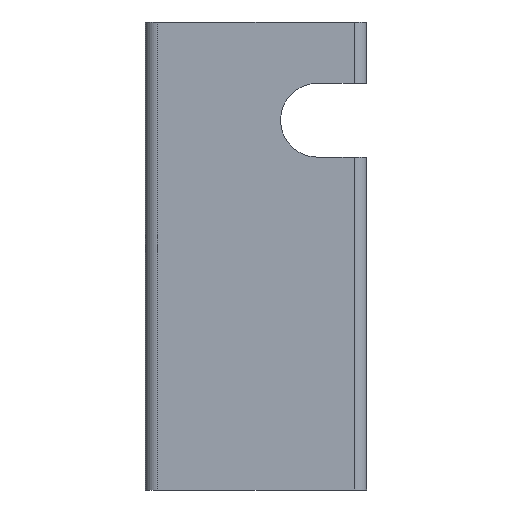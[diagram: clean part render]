
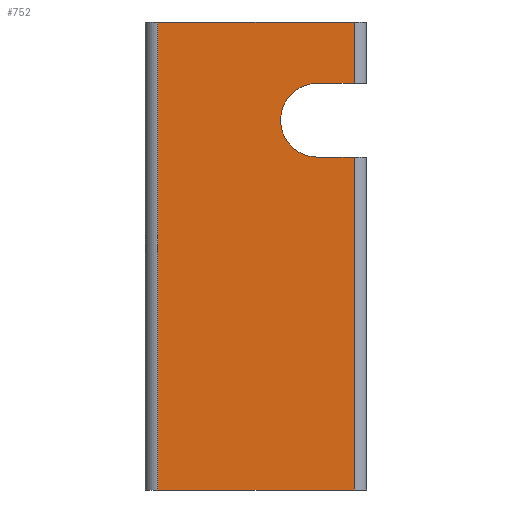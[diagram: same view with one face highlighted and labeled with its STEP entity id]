
A CAD part, left-side view. The second image highlights one B-rep face of the part: STEP entity #752.
In plain terms, the highlighted planar face has unit normal (-1, 0, 0).
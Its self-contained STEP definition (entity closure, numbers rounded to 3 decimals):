
#53=FACE_OUTER_BOUND('',#91,.T.);
#91=EDGE_LOOP('',(#590,#591,#592,#593,#594,#595,#596,#597));
#104=LINE('',#1070,#180);
#113=LINE('',#1094,#189);
#140=LINE('',#1169,#216);
#143=LINE('',#1178,#219);
#161=LINE('',#1219,#237);
#165=LINE('',#1234,#241);
#166=LINE('',#1235,#242);
#180=VECTOR('',#860,10.);
#189=VECTOR('',#877,10.);
#216=VECTOR('',#948,10.);
#219=VECTOR('',#957,10.);
#237=VECTOR('',#999,10.);
#241=VECTOR('',#1013,10.);
#242=VECTOR('',#1014,10.);
#263=CIRCLE('',#799,0.3);
#284=VERTEX_POINT('',#1066);
#286=VERTEX_POINT('',#1069);
#292=VERTEX_POINT('',#1082);
#297=VERTEX_POINT('',#1092);
#323=VERTEX_POINT('',#1168);
#326=VERTEX_POINT('',#1176);
#337=VERTEX_POINT('',#1218);
#343=VERTEX_POINT('',#1233);
#353=EDGE_CURVE('',#286,#284,#104,.T.);
#365=EDGE_CURVE('',#292,#297,#113,.T.);
#374=EDGE_CURVE('',#297,#286,#263,.T.);
#402=EDGE_CURVE('',#292,#323,#140,.T.);
#407=EDGE_CURVE('',#326,#284,#143,.T.);
#427=EDGE_CURVE('',#323,#337,#161,.T.);
#435=EDGE_CURVE('',#343,#326,#165,.T.);
#436=EDGE_CURVE('',#337,#343,#166,.T.);
#590=ORIENTED_EDGE('',*,*,#353,.T.);
#591=ORIENTED_EDGE('',*,*,#407,.F.);
#592=ORIENTED_EDGE('',*,*,#435,.F.);
#593=ORIENTED_EDGE('',*,*,#436,.F.);
#594=ORIENTED_EDGE('',*,*,#427,.F.);
#595=ORIENTED_EDGE('',*,*,#402,.F.);
#596=ORIENTED_EDGE('',*,*,#365,.T.);
#597=ORIENTED_EDGE('',*,*,#374,.T.);
#681=PLANE('',#835);
#752=ADVANCED_FACE('',(#53),#681,.T.);
#799=AXIS2_PLACEMENT_3D('',#1112,#893,#894);
#835=AXIS2_PLACEMENT_3D('',#1232,#1011,#1012);
#860=DIRECTION('',(0.,-1.,0.));
#877=DIRECTION('',(0.,1.,0.));
#893=DIRECTION('center_axis',(1.,0.,0.));
#894=DIRECTION('ref_axis',(0.,0.,-1.));
#948=DIRECTION('',(0.,0.,-1.));
#957=DIRECTION('',(0.,0.,-1.));
#999=DIRECTION('',(0.,1.,0.));
#1011=DIRECTION('center_axis',(-1.,0.,0.));
#1012=DIRECTION('ref_axis',(0.,1.,0.));
#1013=DIRECTION('',(0.,-1.,0.));
#1014=DIRECTION('',(0.,0.,1.));
#1066=CARTESIAN_POINT('',(0.,0.1,-0.5));
#1069=CARTESIAN_POINT('',(0.,0.4,-0.5));
#1070=CARTESIAN_POINT('',(0.,0.,-0.5));
#1082=CARTESIAN_POINT('',(0.,0.1,-1.1));
#1092=CARTESIAN_POINT('',(0.,0.4,-1.1));
#1094=CARTESIAN_POINT('',(0.,0.2,-1.1));
#1112=CARTESIAN_POINT('Origin',(0.,0.4,-0.8));
#1168=CARTESIAN_POINT('',(0.,0.1,-3.81));
#1169=CARTESIAN_POINT('',(0.,0.1,0.));
#1176=CARTESIAN_POINT('',(0.,0.1,0.));
#1178=CARTESIAN_POINT('',(0.,0.1,0.));
#1218=CARTESIAN_POINT('',(0.,1.7,-3.81));
#1219=CARTESIAN_POINT('',(0.,1.8,-3.81));
#1232=CARTESIAN_POINT('Origin',(0.,0.,0.));
#1233=CARTESIAN_POINT('',(0.,1.7,0.));
#1234=CARTESIAN_POINT('',(0.,1.8,0.));
#1235=CARTESIAN_POINT('',(0.,1.7,0.));
